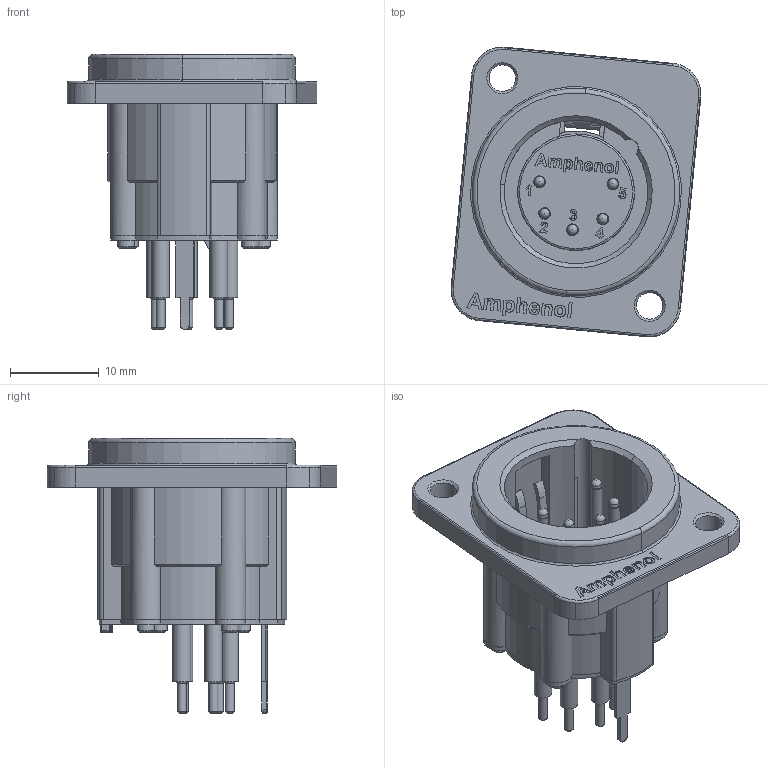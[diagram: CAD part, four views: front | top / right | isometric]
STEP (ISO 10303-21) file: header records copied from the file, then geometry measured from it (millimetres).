
FILE_DESCRIPTION(/* description */ (''),/* implementation_level */ '2;1');
FILE_NAME(/* name */ 'AX5MDV-M3.stp',/* time_stamp */ '2020-03-24T12:41:34+11:00',/* author */ ('minh'),/* organization */ (''),/* preprocessor_version */ 'ST-DEVELOPER v16.1',/* originating_system */ 'Autodesk Inventor 2016',/* authorisation */ '');
FILE_SCHEMA (('AUTOMOTIVE_DESIGN { 1 0 10303 214 3 1 1 }'));
Length unit declared in the file: inch
Products named in the file (1): AX5MDV-M3_Shrinkwrap_1
Bounding box: 28.2 x 32.7 x 31.05 mm (x, y, z)
Surface area: 5445.7 mm2 (no closed solid volume)
Topology: 0 solids, 60 shells, 299 faces, 1495 edges, 1232 vertices
Faces by surface type: plane 131, cylinder 107, cone 25, torus 16, bspline 11, sphere 9
Full cylindrical faces by diameter (mm): 1 x9, 1.27 x5, 1.9 x4, 2 x5, 2.16 x4, 3 x2
Entity records: 16404 total; most frequent: CARTESIAN_POINT 5366, ORIENTED_EDGE 1949, DIRECTION 1904, EDGE_CURVE 1409, VERTEX_POINT 1210, LINE 678, VECTOR 678, AXIS2_PLACEMENT_3D 613
